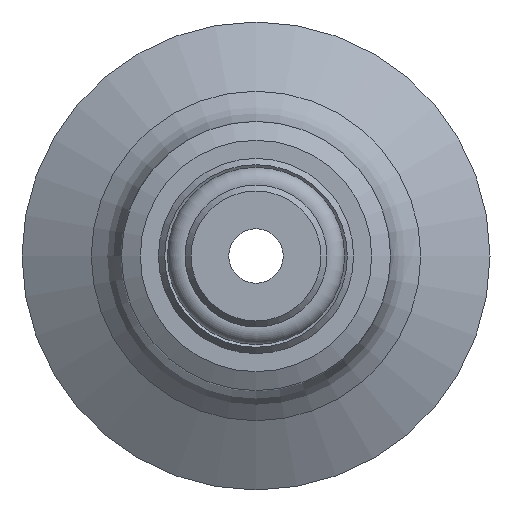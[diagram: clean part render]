
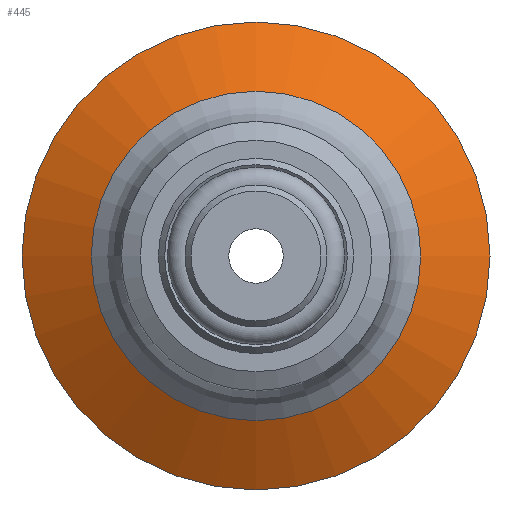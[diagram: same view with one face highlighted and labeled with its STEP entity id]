
A CAD part, left-side view. The second image highlights one B-rep face of the part: STEP entity #445.
In plain terms, the highlighted conical face has half-angle 60 degrees and reference radius 9.689 mm.
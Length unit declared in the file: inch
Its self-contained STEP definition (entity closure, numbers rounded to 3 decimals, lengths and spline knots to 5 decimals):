
#28=CONICAL_SURFACE('',#508,0.38145,60.);
#112=FACE_BOUND('',#201,.T.);
#145=FACE_OUTER_BOUND('',#200,.T.);
#200=EDGE_LOOP('',(#399));
#201=EDGE_LOOP('',(#400));
#236=CIRCLE('',#505,0.341);
#238=CIRCLE('',#509,0.4844);
#273=VERTEX_POINT('',#760);
#275=VERTEX_POINT('',#766);
#316=EDGE_CURVE('',#273,#273,#236,.T.);
#318=EDGE_CURVE('',#275,#275,#238,.T.);
#399=ORIENTED_EDGE('',*,*,#318,.F.);
#400=ORIENTED_EDGE('',*,*,#316,.F.);
#445=ADVANCED_FACE('',(#145,#112),#28,.T.);
#505=AXIS2_PLACEMENT_3D('',#761,#632,#633);
#508=AXIS2_PLACEMENT_3D('',#765,#638,#639);
#509=AXIS2_PLACEMENT_3D('',#767,#640,#641);
#632=DIRECTION('center_axis',(-1.,0.,0.));
#633=DIRECTION('ref_axis',(0.,1.,0.));
#638=DIRECTION('center_axis',(1.,0.,0.));
#639=DIRECTION('ref_axis',(0.,-1.,0.));
#640=DIRECTION('center_axis',(1.,0.,0.));
#641=DIRECTION('ref_axis',(0.,-1.,0.));
#760=CARTESIAN_POINT('',(-0.29392,-0.341,0.));
#761=CARTESIAN_POINT('Origin',(-0.29392,0.,
0.));
#765=CARTESIAN_POINT('Origin',(-0.27056,0.,0.));
#766=CARTESIAN_POINT('',(-0.21112,-0.4844,0.));
#767=CARTESIAN_POINT('Origin',(-0.21112,0.,0.));
